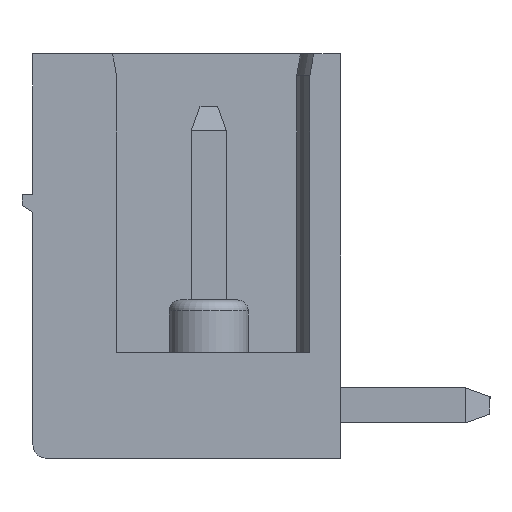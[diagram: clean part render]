
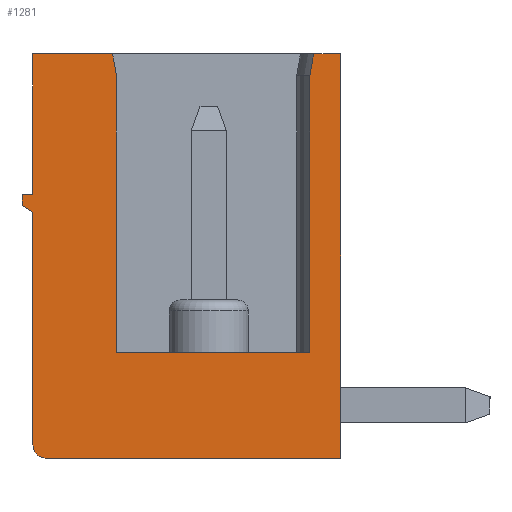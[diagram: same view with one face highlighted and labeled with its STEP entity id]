
A CAD part, left-side view. The second image highlights one B-rep face of the part: STEP entity #1281.
In plain terms, the highlighted planar face has unit normal (-1, 0, 0).
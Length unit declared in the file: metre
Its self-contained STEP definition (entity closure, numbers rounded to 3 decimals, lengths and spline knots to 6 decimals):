
#1281=ADVANCED_FACE('',(#3643),#3644,.F.);
#3643=FACE_OUTER_BOUND('',#7172,.T.);
#3644=PLANE('',#7173);
#7172=EDGE_LOOP('',(#11010,#11011,#11012,#11013,#11014,#11015,#11016,#11017,#11018,#11019,#11020,#11021,#11022,#11023,#11024));
#7173=AXIS2_PLACEMENT_3D('',#11025,#11026,#11027);
#11010=ORIENTED_EDGE('',*,*,#21264,.T.);
#11011=ORIENTED_EDGE('',*,*,#21265,.F.);
#11012=ORIENTED_EDGE('',*,*,#21266,.F.);
#11013=ORIENTED_EDGE('',*,*,#21267,.F.);
#11014=ORIENTED_EDGE('',*,*,#21250,.T.);
#11015=ORIENTED_EDGE('',*,*,#21255,.T.);
#11016=ORIENTED_EDGE('',*,*,#21268,.F.);
#11017=ORIENTED_EDGE('',*,*,#21269,.T.);
#11018=ORIENTED_EDGE('',*,*,#21270,.F.);
#11019=ORIENTED_EDGE('',*,*,#21271,.F.);
#11020=ORIENTED_EDGE('',*,*,#21272,.F.);
#11021=ORIENTED_EDGE('',*,*,#21273,.F.);
#11022=ORIENTED_EDGE('',*,*,#21274,.F.);
#11023=ORIENTED_EDGE('',*,*,#21275,.F.);
#11024=ORIENTED_EDGE('',*,*,#21276,.F.);
#11025=CARTESIAN_POINT('',(-1.086627,0.01086,0.000933));
#11026=DIRECTION('',(1.0,0.0,0.0));
#11027=DIRECTION('',(0.0,1.0,-0.0));
#21250=EDGE_CURVE('',#25479,#25480,#25481,.T.);
#21255=EDGE_CURVE('',#25480,#25488,#25489,.T.);
#21264=EDGE_CURVE('',#25503,#25504,#25505,.F.);
#21265=EDGE_CURVE('',#25506,#25504,#25507,.T.);
#21266=EDGE_CURVE('',#25508,#25506,#25509,.T.);
#21267=EDGE_CURVE('',#25479,#25508,#25510,.T.);
#21268=EDGE_CURVE('',#25511,#25488,#25512,.T.);
#21269=EDGE_CURVE('',#25511,#25513,#25514,.T.);
#21270=EDGE_CURVE('',#25515,#25513,#25516,.T.);
#21271=EDGE_CURVE('',#25517,#25515,#25518,.T.);
#21272=EDGE_CURVE('',#25519,#25517,#25520,.T.);
#21273=EDGE_CURVE('',#25521,#25519,#25522,.T.);
#21274=EDGE_CURVE('',#25523,#25521,#25524,.T.);
#21275=EDGE_CURVE('',#25525,#25523,#25526,.T.);
#21276=EDGE_CURVE('',#25503,#25525,#25527,.T.);
#25479=VERTEX_POINT('',#31676);
#25480=VERTEX_POINT('',#31677);
#25481=LINE('',#31678,#31679);
#25488=VERTEX_POINT('',#31691);
#25489=LINE('',#31692,#31693);
#25503=VERTEX_POINT('',#31713);
#25504=VERTEX_POINT('',#31714);
#25505=CIRCLE('',#31715,0.0003);
#25506=VERTEX_POINT('',#31716);
#25507=LINE('',#31717,#31718);
#25508=VERTEX_POINT('',#31719);
#25509=LINE('',#31720,#31721);
#25510=LINE('',#31722,#31723);
#25511=VERTEX_POINT('',#31724);
#25512=LINE('',#31725,#31726);
#25513=VERTEX_POINT('',#31727);
#25514=LINE('',#31728,#31729);
#25515=VERTEX_POINT('',#31730);
#25516=LINE('',#31731,#31732);
#25517=VERTEX_POINT('',#31733);
#25518=LINE('',#31734,#31735);
#25519=VERTEX_POINT('',#31736);
#25520=LINE('',#31737,#31738);
#25521=VERTEX_POINT('',#31739);
#25522=LINE('',#31740,#31741);
#25523=VERTEX_POINT('',#31742);
#25524=LINE('',#31743,#31744);
#25525=VERTEX_POINT('',#31745);
#25526=LINE('',#31746,#31747);
#25527=LINE('',#31748,#31749);
#31676=CARTESIAN_POINT('',(-1.086627,0.004471,0.000933));
#31677=CARTESIAN_POINT('',(-1.086627,0.00456,0.000433));
#31678=CARTESIAN_POINT('',(-1.086627,0.005565,-0.005267));
#31679=VECTOR('',#40294,1.0);
#31691=CARTESIAN_POINT('',(-1.086627,0.00456,-0.005867));
#31692=CARTESIAN_POINT('',(-1.086627,0.00456,-0.005567));
#31693=VECTOR('',#40297,1.0);
#31713=CARTESIAN_POINT('',(-1.086627,0.01086,-0.007967));
#31714=CARTESIAN_POINT('',(-1.086627,0.01056,-0.008267));
#31715=AXIS2_PLACEMENT_3D('',#40304,#40305,#40306);
#31716=CARTESIAN_POINT('',(-1.086627,0.00386,-0.008267));
#31717=CARTESIAN_POINT('',(-1.086627,0.01056,-0.008267));
#31718=VECTOR('',#40307,1.0);
#31719=CARTESIAN_POINT('',(-1.086627,0.00386,0.000933));
#31720=CARTESIAN_POINT('',(-1.086627,0.00386,-0.008267));
#31721=VECTOR('',#40308,1.0);
#31722=CARTESIAN_POINT('',(-1.086627,0.00386,0.000933));
#31723=VECTOR('',#40309,1.0);
#31724=CARTESIAN_POINT('',(-1.086627,0.00896,-0.005867));
#31725=CARTESIAN_POINT('',(-1.086627,0.00386,-0.005867));
#31726=VECTOR('',#40310,1.0);
#31727=CARTESIAN_POINT('',(-1.086627,0.00896,0.000433));
#31728=CARTESIAN_POINT('',(-1.086627,0.00896,-0.005567));
#31729=VECTOR('',#40311,1.0);
#31730=CARTESIAN_POINT('',(-1.086627,0.009048,0.000933));
#31731=CARTESIAN_POINT('',(-1.086627,0.009048,0.000933));
#31732=VECTOR('',#40312,1.0);
#31733=CARTESIAN_POINT('',(-1.086627,0.01086,0.000933));
#31734=CARTESIAN_POINT('',(-1.086627,0.00386,0.000933));
#31735=VECTOR('',#40313,1.0);
#31736=CARTESIAN_POINT('',(-1.086627,0.01086,-0.002267));
#31737=CARTESIAN_POINT('',(-1.086627,0.01086,0.000933));
#31738=VECTOR('',#40314,1.0);
#31739=CARTESIAN_POINT('',(-1.086627,0.01111,-0.002267));
#31740=CARTESIAN_POINT('',(-1.086627,0.01086,-0.002267));
#31741=VECTOR('',#40315,1.0);
#31742=CARTESIAN_POINT('',(-1.086627,0.01111,-0.002517));
#31743=CARTESIAN_POINT('',(-1.086627,0.01111,-0.002267));
#31744=VECTOR('',#40316,1.0);
#31745=CARTESIAN_POINT('',(-1.086627,0.01086,-0.002667));
#31746=CARTESIAN_POINT('',(-1.086627,0.01111,-0.002517));
#31747=VECTOR('',#40317,1.0);
#31748=CARTESIAN_POINT('',(-1.086627,0.01086,-0.002667));
#31749=VECTOR('',#40318,1.0);
#40294=DIRECTION('',(0.0,0.174,-0.985));
#40297=DIRECTION('',(0.0,0.,-1.0));
#40304=CARTESIAN_POINT('',(-1.086627,0.01056,-0.007967));
#40305=DIRECTION('',(1.0,0.0,0.0));
#40306=DIRECTION('',(0.0,0.0,-1.0));
#40307=DIRECTION('',(0.0,1.0,0.));
#40308=DIRECTION('',(0.0,0.,-1.0));
#40309=DIRECTION('',(0.0,-1.0,0.));
#40310=DIRECTION('',(0.0,-1.0,0.));
#40311=DIRECTION('',(0.0,0.,1.0));
#40312=DIRECTION('',(0.0,-0.174,-0.985));
#40313=DIRECTION('',(0.0,-1.0,0.));
#40314=DIRECTION('',(0.0,0.,1.0));
#40315=DIRECTION('',(0.0,-1.0,0.));
#40316=DIRECTION('',(0.0,0.,1.0));
#40317=DIRECTION('',(0.0,0.857,0.514));
#40318=DIRECTION('',(0.0,0.,1.0));
